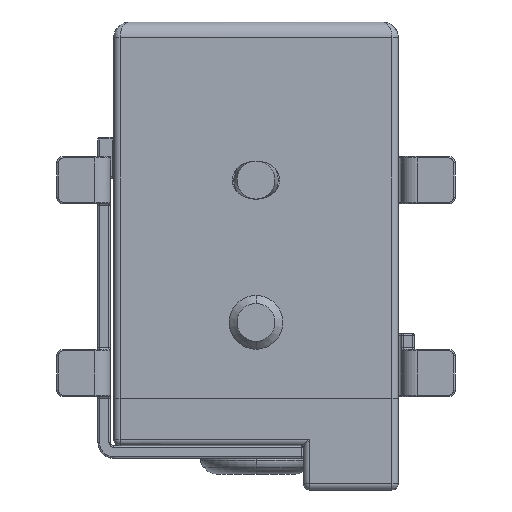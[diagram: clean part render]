
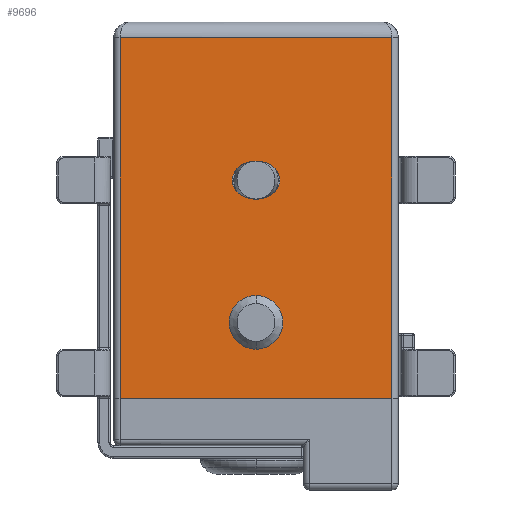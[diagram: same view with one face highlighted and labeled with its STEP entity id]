
A CAD part, front view. The second image highlights one B-rep face of the part: STEP entity #9696.
In plain terms, the highlighted planar face has unit normal (0, -1, 0).
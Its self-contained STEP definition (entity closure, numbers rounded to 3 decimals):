
#483 = VECTOR ( 'NONE', #17321, 1000. ) ;
#1466 = CIRCLE ( 'NONE', #10792, 0.85 ) ;
#1607 = CARTESIAN_POINT ( 'NONE',  ( -0.75, 0., -5. ) ) ;
#2004 = ORIENTED_EDGE ( 'NONE', *, *, #16500, .T. ) ;
#2748 = DIRECTION ( 'NONE',  ( 0., 0., -1. ) ) ;
#2812 = CARTESIAN_POINT ( 'NONE',  ( -4.3, 0., -11.9 ) ) ;
#2855 = EDGE_LOOP ( 'NONE', ( #17374, #18810 ) ) ;
#3068 = FACE_OUTER_BOUND ( 'NONE', #9375, .T. ) ;
#3232 = VERTEX_POINT ( 'NONE', #11458 ) ;
#3312 = CARTESIAN_POINT ( 'NONE',  ( -4.3, 0., -0.5 ) ) ;
#3351 = CARTESIAN_POINT ( 'NONE',  ( 0.75, 0., -3.8 ) ) ;
#3961 = DIRECTION ( 'NONE',  ( 0., 1., 0. ) ) ;
#4392 = LINE ( 'NONE', #12535, #13846 ) ;
#4491 = VERTEX_POINT ( 'NONE', #15115 ) ;
#4760 = ORIENTED_EDGE ( 'NONE', *, *, #9410, .T. ) ;
#5119 = VERTEX_POINT ( 'NONE', #19145 ) ;
#5734 = CARTESIAN_POINT ( 'NONE',  ( -4.5, 0., -11.9 ) ) ;
#5882 = DIRECTION ( 'NONE',  ( 0., 0., 1. ) ) ;
#5906 = EDGE_LOOP ( 'NONE', ( #19111, #4760 ) ) ;
#6295 = CARTESIAN_POINT ( 'NONE',  ( 0., 0., -10.35 ) ) ;
#6335 = CARTESIAN_POINT ( 'NONE',  ( 0.75, 0., -5. ) ) ;
#6375 = VECTOR ( 'NONE', #2748, 1000. ) ;
#6524 = CARTESIAN_POINT ( 'NONE',  ( 4.3, 0., -0.5 ) ) ;
#6573 = LINE ( 'NONE', #9140, #17344 ) ;
#6754 = EDGE_CURVE ( 'NONE', #3232, #5119, #10734, .T. ) ;
#6888 = FACE_BOUND ( 'NONE', #2855, .T. ) ;
#6908 = PLANE ( 'NONE',  #18042 ) ;
#7599 = DIRECTION ( 'NONE',  ( 0., 0., 1. ) ) ;
#7816 = DIRECTION ( 'NONE',  ( 0., 1., 0. ) ) ;
#8572 = CARTESIAN_POINT ( 'NONE',  ( -4.5, 0., -11.9 ) ) ;
#8905 = EDGE_CURVE ( 'NONE', #4491, #19174, #4392, .T. ) ;
#9140 = CARTESIAN_POINT ( 'NONE',  ( -4.5, 0., -0.5 ) ) ;
#9375 = EDGE_LOOP ( 'NONE', ( #19768, #2004, #12397, #15809 ) ) ;
#9410 = EDGE_CURVE ( 'NONE', #14658, #20420, #15109, .T. ) ;
#9696 = ADVANCED_FACE ( 'NONE', ( #3068, #20699, #6888 ), #6908, .T. ) ;
#9842 = CARTESIAN_POINT ( 'NONE',  ( 0.75, 0., -5. ) ) ;
#10078 = AXIS2_PLACEMENT_3D ( 'NONE', #12087, #3961, #17232 ) ;
#10734 =( BOUNDED_CURVE ( )  B_SPLINE_CURVE ( 3, ( #11640, #11422, #3351, #9842 ),
 .UNSPECIFIED., .F., .F. ) 
 B_SPLINE_CURVE_WITH_KNOTS ( ( 4, 4 ),
 ( 0., 0.002 ),
 .UNSPECIFIED. ) 
 CURVE ( )  GEOMETRIC_REPRESENTATION_ITEM ( )  RATIONAL_B_SPLINE_CURVE ( ( 1., 0.333, 0.333, 1. ) ) 
 REPRESENTATION_ITEM ( '' )  );
#10792 = AXIS2_PLACEMENT_3D ( 'NONE', #10880, #7816, #7599 ) ;
#10794 = EDGE_CURVE ( 'NONE', #20420, #14658, #1466, .T. ) ;
#10817 = CARTESIAN_POINT ( 'NONE',  ( -4.3, 0., -11.9 ) ) ;
#10880 = CARTESIAN_POINT ( 'NONE',  ( 0., 0., -9.5 ) ) ;
#11215 = LINE ( 'NONE', #5734, #483 ) ;
#11422 = CARTESIAN_POINT ( 'NONE',  ( -0.75, 0., -3.8 ) ) ;
#11458 = CARTESIAN_POINT ( 'NONE',  ( -0.75, 0., -5. ) ) ;
#11640 = CARTESIAN_POINT ( 'NONE',  ( -0.75, 0., -5. ) ) ;
#12087 = CARTESIAN_POINT ( 'NONE',  ( 0., 0., -9.5 ) ) ;
#12261 = CARTESIAN_POINT ( 'NONE',  ( 0., 0., -8.65 ) ) ;
#12397 = ORIENTED_EDGE ( 'NONE', *, *, #15433, .T. ) ;
#12535 = CARTESIAN_POINT ( 'NONE',  ( 4.3, 0., -11.9 ) ) ;
#13365 = DIRECTION ( 'NONE',  ( 0., -1., 0. ) ) ;
#13846 = VECTOR ( 'NONE', #5882, 1000. ) ;
#14005 = VERTEX_POINT ( 'NONE', #10817 ) ;
#14658 = VERTEX_POINT ( 'NONE', #6295 ) ;
#14697 = CARTESIAN_POINT ( 'NONE',  ( 0.75, 0., -6.2 ) ) ;
#15109 = CIRCLE ( 'NONE', #10078, 0.85 ) ;
#15115 = CARTESIAN_POINT ( 'NONE',  ( 4.3, 0., -11.9 ) ) ;
#15433 = EDGE_CURVE ( 'NONE', #19774, #14005, #19405, .T. ) ;
#15809 = ORIENTED_EDGE ( 'NONE', *, *, #15859, .T. ) ;
#15859 = EDGE_CURVE ( 'NONE', #14005, #4491, #11215, .T. ) ;
#16500 = EDGE_CURVE ( 'NONE', #19174, #19774, #6573, .T. ) ;
#17232 = DIRECTION ( 'NONE',  ( 0., 0., 1. ) ) ;
#17321 = DIRECTION ( 'NONE',  ( 1., 0., 0. ) ) ;
#17344 = VECTOR ( 'NONE', #20560, 1000. ) ;
#17374 = ORIENTED_EDGE ( 'NONE', *, *, #6754, .T. ) ;
#18042 = AXIS2_PLACEMENT_3D ( 'NONE', #8572, #13365, #19984 ) ;
#18367 =( BOUNDED_CURVE ( )  B_SPLINE_CURVE ( 3, ( #6335, #14697, #19601, #1607 ),
 .UNSPECIFIED., .F., .F. ) 
 B_SPLINE_CURVE_WITH_KNOTS ( ( 4, 4 ),
 ( 0., 0.002 ),
 .UNSPECIFIED. ) 
 CURVE ( )  GEOMETRIC_REPRESENTATION_ITEM ( )  RATIONAL_B_SPLINE_CURVE ( ( 1., 0.333, 0.333, 1. ) ) 
 REPRESENTATION_ITEM ( '' )  );
#18810 = ORIENTED_EDGE ( 'NONE', *, *, #20087, .T. ) ;
#19111 = ORIENTED_EDGE ( 'NONE', *, *, #10794, .T. ) ;
#19145 = CARTESIAN_POINT ( 'NONE',  ( 0.75, 0., -5. ) ) ;
#19174 = VERTEX_POINT ( 'NONE', #6524 ) ;
#19405 = LINE ( 'NONE', #2812, #6375 ) ;
#19601 = CARTESIAN_POINT ( 'NONE',  ( -0.75, 0., -6.2 ) ) ;
#19768 = ORIENTED_EDGE ( 'NONE', *, *, #8905, .T. ) ;
#19774 = VERTEX_POINT ( 'NONE', #3312 ) ;
#19984 = DIRECTION ( 'NONE',  ( 0., 0., -1. ) ) ;
#20087 = EDGE_CURVE ( 'NONE', #5119, #3232, #18367, .T. ) ;
#20420 = VERTEX_POINT ( 'NONE', #12261 ) ;
#20560 = DIRECTION ( 'NONE',  ( -1., 0., 0. ) ) ;
#20699 = FACE_BOUND ( 'NONE', #5906, .T. ) ;
